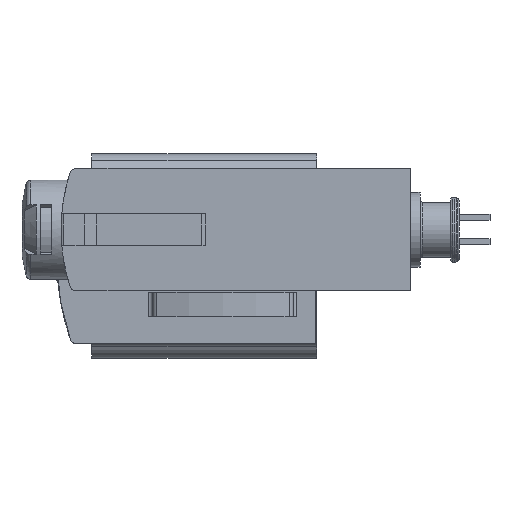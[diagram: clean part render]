
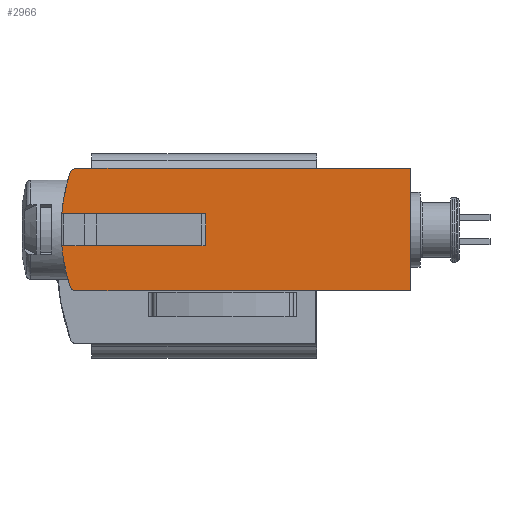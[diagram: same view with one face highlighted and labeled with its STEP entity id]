
A CAD part, left-side view. The second image highlights one B-rep face of the part: STEP entity #2966.
In plain terms, the highlighted planar face has unit normal (-1, 0, 0).
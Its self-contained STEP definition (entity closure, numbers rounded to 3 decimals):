
#41=PLANE('',#3228);
#224=LINE('',#4792,#477);
#233=LINE('',#4810,#486);
#234=LINE('',#4813,#487);
#235=LINE('',#4816,#488);
#236=LINE('',#4818,#489);
#237=LINE('',#4820,#490);
#477=VECTOR('',#3725,1000.);
#486=VECTOR('',#3736,1000.);
#487=VECTOR('',#3737,1000.);
#488=VECTOR('',#3740,1000.);
#489=VECTOR('',#3741,1000.);
#490=VECTOR('',#3744,1000.);
#690=CIRCLE('',#3179,15.);
#693=CIRCLE('',#3182,15.);
#724=CIRCLE('',#3229,0.5);
#725=CIRCLE('',#3230,0.5);
#983=ORIENTED_EDGE('',*,*,#1821,.T.);
#984=ORIENTED_EDGE('',*,*,#1822,.T.);
#985=ORIENTED_EDGE('',*,*,#1720,.F.);
#986=ORIENTED_EDGE('',*,*,#1823,.F.);
#987=ORIENTED_EDGE('',*,*,#1824,.T.);
#988=ORIENTED_EDGE('',*,*,#1825,.T.);
#989=ORIENTED_EDGE('',*,*,#1812,.F.);
#990=ORIENTED_EDGE('',*,*,#1826,.F.);
#991=ORIENTED_EDGE('',*,*,#1723,.F.);
#992=ORIENTED_EDGE('',*,*,#1827,.F.);
#1720=EDGE_CURVE('',#2144,#2145,#690,.T.);
#1723=EDGE_CURVE('',#2147,#2148,#693,.T.);
#1812=EDGE_CURVE('',#2225,#2226,#224,.T.);
#1821=EDGE_CURVE('',#2234,#2235,#233,.T.);
#1822=EDGE_CURVE('',#2235,#2145,#234,.T.);
#1823=EDGE_CURVE('',#2236,#2144,#724,.T.);
#1824=EDGE_CURVE('',#2236,#2237,#235,.T.);
#1825=EDGE_CURVE('',#2237,#2226,#236,.T.);
#1826=EDGE_CURVE('',#2148,#2225,#725,.T.);
#1827=EDGE_CURVE('',#2234,#2147,#237,.T.);
#2144=VERTEX_POINT('',#4599);
#2145=VERTEX_POINT('',#4600);
#2147=VERTEX_POINT('',#4604);
#2148=VERTEX_POINT('',#4606);
#2225=VERTEX_POINT('',#4791);
#2226=VERTEX_POINT('',#4793);
#2234=VERTEX_POINT('',#4811);
#2235=VERTEX_POINT('',#4812);
#2236=VERTEX_POINT('',#4815);
#2237=VERTEX_POINT('',#4817);
#2439=EDGE_LOOP('',(#983,#984,#985,#986,#987,#988,#989,#990,#991,#992));
#2683=FACE_BOUND('',#2439,.T.);
#2966=ADVANCED_FACE('',(#2683),#41,.F.);
#3179=AXIS2_PLACEMENT_3D('',#4598,#3572,#3573);
#3182=AXIS2_PLACEMENT_3D('',#4605,#3578,#3579);
#3228=AXIS2_PLACEMENT_3D('',#4809,#3734,#3735);
#3229=AXIS2_PLACEMENT_3D('',#4814,#3738,#3739);
#3230=AXIS2_PLACEMENT_3D('',#4819,#3742,#3743);
#3572=DIRECTION('',(1.,0.,0.));
#3573=DIRECTION('',(0.,0.,-1.));
#3578=DIRECTION('',(1.,0.,0.));
#3579=DIRECTION('',(0.,0.,-1.));
#3725=DIRECTION('',(0.,-1.,0.));
#3734=DIRECTION('',(1.,0.,0.));
#3735=DIRECTION('',(0.,0.,-1.));
#3736=DIRECTION('',(0.,0.,-1.));
#3737=DIRECTION('',(0.,1.,0.));
#3738=DIRECTION('',(1.,0.,0.));
#3739=DIRECTION('',(0.,0.,-1.));
#3740=DIRECTION('',(0.,-1.,0.));
#3741=DIRECTION('',(0.,0.,1.));
#3742=DIRECTION('',(1.,0.,0.));
#3743=DIRECTION('',(0.,0.,-1.));
#3744=DIRECTION('',(0.,1.,0.));
#4598=CARTESIAN_POINT('',(-102.4,5.85,0.));
#4599=CARTESIAN_POINT('',(-102.4,20.109,-4.655));
#4600=CARTESIAN_POINT('',(-102.4,20.794,-1.3));
#4604=CARTESIAN_POINT('',(-102.4,20.794,1.3));
#4605=CARTESIAN_POINT('',(-102.4,5.85,0.));
#4606=CARTESIAN_POINT('',(-102.4,20.109,4.655));
#4791=CARTESIAN_POINT('',(-102.4,19.634,5.));
#4792=CARTESIAN_POINT('',(-102.4,23.,5.));
#4793=CARTESIAN_POINT('',(-102.4,-7.65,5.));
#4809=CARTESIAN_POINT('',(-102.4,23.,-5.));
#4810=CARTESIAN_POINT('',(-102.4,9.05,1.3));
#4811=CARTESIAN_POINT('',(-102.4,9.05,1.3));
#4812=CARTESIAN_POINT('',(-102.4,9.05,-1.3));
#4813=CARTESIAN_POINT('',(-102.4,9.05,-1.3));
#4814=CARTESIAN_POINT('',(-102.4,19.634,-4.5));
#4815=CARTESIAN_POINT('',(-102.4,19.634,-5.));
#4816=CARTESIAN_POINT('',(-102.4,23.,-5.));
#4817=CARTESIAN_POINT('',(-102.4,-7.65,-5.));
#4818=CARTESIAN_POINT('',(-102.4,-7.65,-47.17));
#4819=CARTESIAN_POINT('',(-102.4,19.634,4.5));
#4820=CARTESIAN_POINT('',(-102.4,9.05,1.3));
